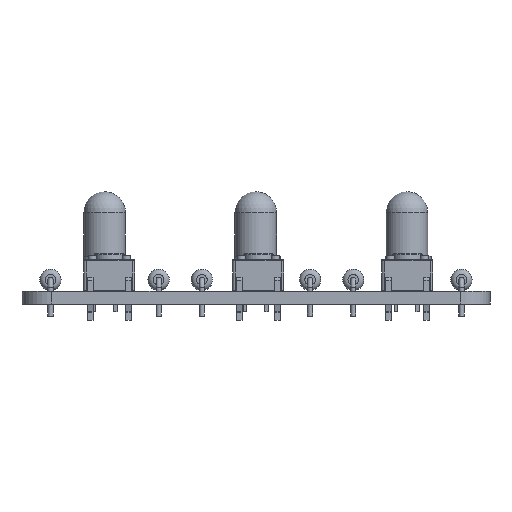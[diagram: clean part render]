
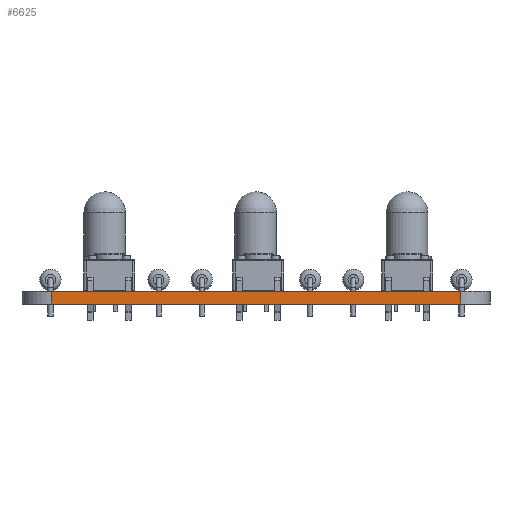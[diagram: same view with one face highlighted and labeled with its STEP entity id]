
A CAD part, front view. The second image highlights one B-rep face of the part: STEP entity #6625.
In plain terms, the highlighted planar face has unit normal (0, -1, 0).
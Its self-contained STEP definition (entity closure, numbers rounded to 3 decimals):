
#4386 = VERTEX_POINT('',#4387);
#4387 = CARTESIAN_POINT('',(117.,-154.05,0.));
#4394 = EDGE_CURVE('',#4395,#4386,#4397,.T.);
#4395 = VERTEX_POINT('',#4396);
#4396 = CARTESIAN_POINT('',(165.,-154.05,0.));
#4397 = LINE('',#4398,#4399);
#4398 = CARTESIAN_POINT('',(165.,-154.05,0.));
#4399 = VECTOR('',#4400,1.);
#4400 = DIRECTION('',(-1.,0.,0.));
#5423 = VERTEX_POINT('',#5424);
#5424 = CARTESIAN_POINT('',(117.,-154.05,1.51));
#5431 = EDGE_CURVE('',#5432,#5423,#5434,.T.);
#5432 = VERTEX_POINT('',#5433);
#5433 = CARTESIAN_POINT('',(165.,-154.05,1.51));
#5434 = LINE('',#5435,#5436);
#5435 = CARTESIAN_POINT('',(165.,-154.05,1.51));
#5436 = VECTOR('',#5437,1.);
#5437 = DIRECTION('',(-1.,0.,0.));
#6597 = EDGE_CURVE('',#4395,#5432,#6598,.T.);
#6598 = LINE('',#6599,#6600);
#6599 = CARTESIAN_POINT('',(165.,-154.05,0.));
#6600 = VECTOR('',#6601,1.);
#6601 = DIRECTION('',(0.,0.,1.));
#6612 = EDGE_CURVE('',#4386,#5423,#6613,.T.);
#6613 = LINE('',#6614,#6615);
#6614 = CARTESIAN_POINT('',(117.,-154.05,0.));
#6615 = VECTOR('',#6616,1.);
#6616 = DIRECTION('',(0.,0.,1.));
#6625 = ADVANCED_FACE('',(#6626),#6632,.T.);
#6626 = FACE_BOUND('',#6627,.T.);
#6627 = EDGE_LOOP('',(#6628,#6629,#6630,#6631));
#6628 = ORIENTED_EDGE('',*,*,#6597,.T.);
#6629 = ORIENTED_EDGE('',*,*,#5431,.T.);
#6630 = ORIENTED_EDGE('',*,*,#6612,.F.);
#6631 = ORIENTED_EDGE('',*,*,#4394,.F.);
#6632 = PLANE('',#6633);
#6633 = AXIS2_PLACEMENT_3D('',#6634,#6635,#6636);
#6634 = CARTESIAN_POINT('',(165.,-154.05,0.));
#6635 = DIRECTION('',(0.,-1.,0.));
#6636 = DIRECTION('',(-1.,0.,0.));
